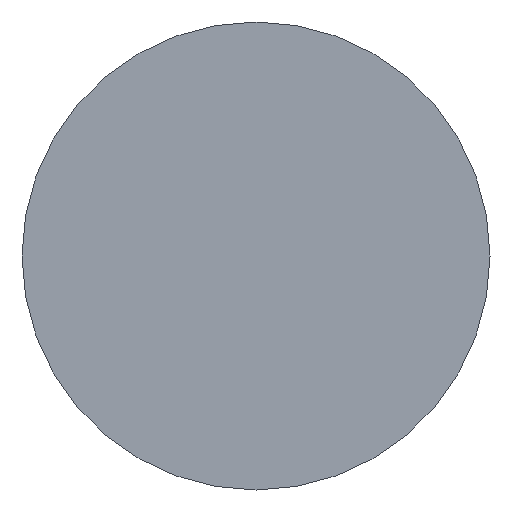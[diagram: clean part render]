
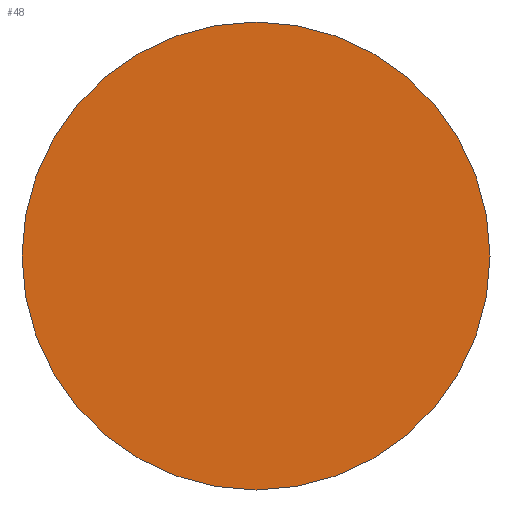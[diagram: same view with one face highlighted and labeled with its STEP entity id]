
A CAD part, front view. The second image highlights one B-rep face of the part: STEP entity #48.
In plain terms, the highlighted planar face has unit normal (0, -1, 0).
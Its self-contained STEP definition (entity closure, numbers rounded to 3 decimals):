
#1=CARTESIAN_POINT('',(0.,0.,0.));
#2=DIRECTION('',(0.,1.,0.));
#3=DIRECTION('',(1.,0.,0.));
#4=AXIS2_PLACEMENT_3D('',#1,#2,#3);
#6=CARTESIAN_POINT('',(0.,0.,0.));
#7=DIRECTION('',(0.,1.,0.));
#8=DIRECTION('',(-1.,0.,0.));
#9=AXIS2_PLACEMENT_3D('',#6,#7,#8);
#29=CARTESIAN_POINT('',(3.,0.,0.));
#30=CARTESIAN_POINT('',(-3.,0.,0.));
#31=VERTEX_POINT('',#29);
#32=VERTEX_POINT('',#30);
#37=CARTESIAN_POINT('',(0.,0.,0.));
#38=DIRECTION('',(0.,1.,0.));
#39=DIRECTION('',(1.,0.,0.));
#40=AXIS2_PLACEMENT_3D('',#37,#38,#39);
#41=PLANE('',#40);
#43=ORIENTED_EDGE('',*,*,#42,.T.);
#45=ORIENTED_EDGE('',*,*,#44,.T.);
#46=EDGE_LOOP('',(#43,#45));
#47=FACE_OUTER_BOUND('',#46,.F.);
#48=ADVANCED_FACE('',(#47),#41,.F.);
#5=CIRCLE('',#4,3.);
#10=CIRCLE('',#9,3.);
#42=EDGE_CURVE('',#31,#32,#5,.T.);
#44=EDGE_CURVE('',#32,#31,#10,.T.);
